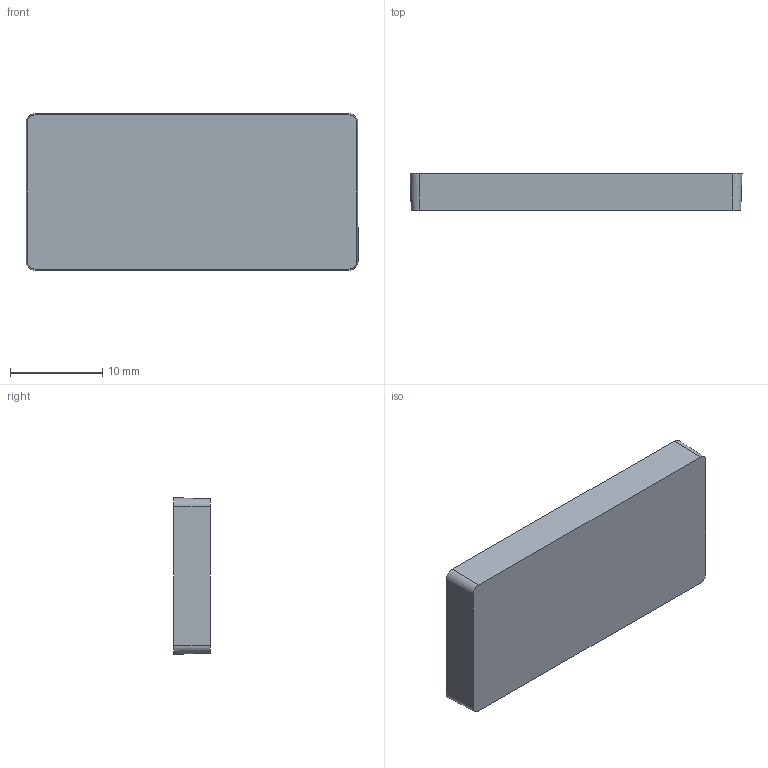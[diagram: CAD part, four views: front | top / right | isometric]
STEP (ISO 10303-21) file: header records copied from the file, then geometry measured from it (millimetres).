
FILE_DESCRIPTION (( 'STEP AP214' ), '1' );
FILE_NAME ('36x17mm Key.STEP', '2022-01-31T23:34:54', ( '' ), ( '' ), 'SwSTEP 2.0', 'SolidWorks 2020', '' );
FILE_SCHEMA (( 'AUTOMOTIVE_DESIGN' ));
Length unit declared in the file: millimetre
Products named in the file (1): 36x17mm Key
Bounding box: 36 x 4 x 17 mm (x, y, z)
Volume: 478 mm3; surface area: 1964 mm2
Topology: 1 solids, 1 shells, 19 faces, 48 edges, 32 vertices
Faces by surface type: plane 11, cone 8
Entity records: 612 total; most frequent: DIRECTION 104, CARTESIAN_POINT 100, ORIENTED_EDGE 96, EDGE_CURVE 48, AXIS2_PLACEMENT_3D 36, VERTEX_POINT 32, VECTOR 32, LINE 32
